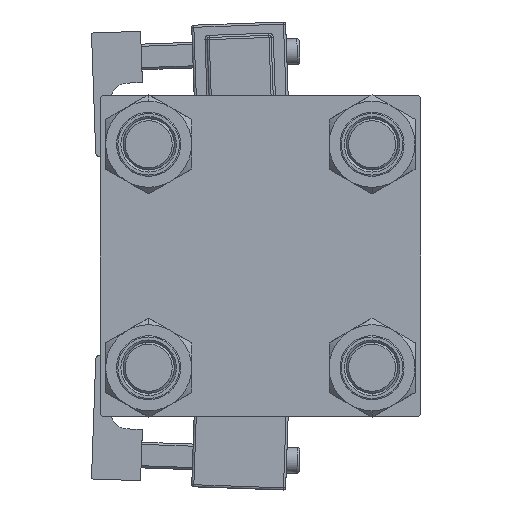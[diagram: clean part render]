
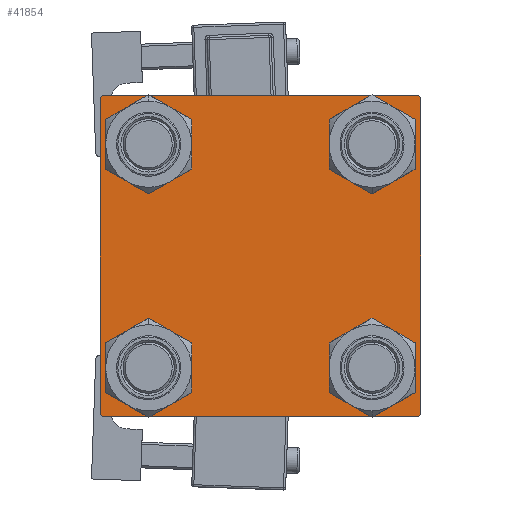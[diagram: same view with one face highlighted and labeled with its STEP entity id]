
A CAD part, left-side view. The second image highlights one B-rep face of the part: STEP entity #41854.
In plain terms, the highlighted planar face has unit normal (-1, 0, 0).
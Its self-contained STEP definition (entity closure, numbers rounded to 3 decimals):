
#141 = EDGE_CURVE ( 'NONE', #39773, #30728, #2271, .T. ) ;
#329 = EDGE_CURVE ( 'NONE', #47371, #52016, #29719, .T. ) ;
#399 = CARTESIAN_POINT ( 'NONE',  ( 0., 37.5, 37.5 ) ) ;
#618 = CARTESIAN_POINT ( 'NONE',  ( 0., 26.15, 26.15 ) ) ;
#918 = CARTESIAN_POINT ( 'NONE',  ( 0., 37.5, 37.5 ) ) ;
#1015 = CARTESIAN_POINT ( 'NONE',  ( 0., -26.15, 19.65 ) ) ;
#1225 = VECTOR ( 'NONE', #42602, 1000. ) ;
#1395 = DIRECTION ( 'NONE',  ( 1., 0., 0. ) ) ;
#1905 = AXIS2_PLACEMENT_3D ( 'NONE', #13615, #1395, #14140 ) ;
#2271 = LINE ( 'NONE', #37913, #41611 ) ;
#2323 = VERTEX_POINT ( 'NONE', #27540 ) ;
#2363 = ORIENTED_EDGE ( 'NONE', *, *, #40958, .T. ) ;
#2621 = ORIENTED_EDGE ( 'NONE', *, *, #51608, .T. ) ;
#3227 = ORIENTED_EDGE ( 'NONE', *, *, #5835, .T. ) ;
#3658 = CARTESIAN_POINT ( 'NONE',  ( 0., -37.25, 37.25 ) ) ;
#3775 = EDGE_CURVE ( 'NONE', #26634, #11930, #30674, .T. ) ;
#4116 = DIRECTION ( 'NONE',  ( 1., 0., 0. ) ) ;
#4452 = CIRCLE ( 'NONE', #34170, 6.5 ) ;
#5172 = CIRCLE ( 'NONE', #39154, 6.5 ) ;
#5441 = DIRECTION ( 'NONE',  ( 0., 0., 1. ) ) ;
#5469 = CIRCLE ( 'NONE', #46202, 6.5 ) ;
#5489 = DIRECTION ( 'NONE',  ( 0., 0., 1. ) ) ;
#5835 = EDGE_CURVE ( 'NONE', #11930, #26634, #24851, .T. ) ;
#6165 = VERTEX_POINT ( 'NONE', #18982 ) ;
#6180 = PLANE ( 'NONE',  #48607 ) ;
#6282 = CARTESIAN_POINT ( 'NONE',  ( 0., -26.15, 32.65 ) ) ;
#6599 = DIRECTION ( 'NONE',  ( 0., 0., 1. ) ) ;
#7222 = DIRECTION ( 'NONE',  ( -1., 0., 0. ) ) ;
#7327 = CARTESIAN_POINT ( 'NONE',  ( 0., 37.5, -37. ) ) ;
#8188 = EDGE_CURVE ( 'NONE', #15616, #30728, #48811, .T. ) ;
#8511 = DIRECTION ( 'NONE',  ( 1., 0., 0. ) ) ;
#8593 = AXIS2_PLACEMENT_3D ( 'NONE', #41871, #8651, #5441 ) ;
#8629 = LINE ( 'NONE', #399, #50045 ) ;
#8651 = DIRECTION ( 'NONE',  ( 1., 0., 0. ) ) ;
#9323 = EDGE_LOOP ( 'NONE', ( #2621, #32690 ) ) ;
#10323 = DIRECTION ( 'NONE',  ( 1., 0., 0. ) ) ;
#10693 = EDGE_CURVE ( 'NONE', #16123, #6165, #5469, .T. ) ;
#11036 = ORIENTED_EDGE ( 'NONE', *, *, #14306, .T. ) ;
#11205 = FACE_BOUND ( 'NONE', #18632, .T. ) ;
#11568 = VERTEX_POINT ( 'NONE', #23618 ) ;
#11930 = VERTEX_POINT ( 'NONE', #6282 ) ;
#12615 = LINE ( 'NONE', #918, #29754 ) ;
#13287 = DIRECTION ( 'NONE',  ( 0., -0.707, -0.707 ) ) ;
#13554 = VECTOR ( 'NONE', #13287, 1000. ) ;
#13615 = CARTESIAN_POINT ( 'NONE',  ( 0., -26.15, 26.15 ) ) ;
#14140 = DIRECTION ( 'NONE',  ( 0., 0., 1. ) ) ;
#14306 = EDGE_CURVE ( 'NONE', #32033, #39773, #30631, .T. ) ;
#14920 = ORIENTED_EDGE ( 'NONE', *, *, #32025, .F. ) ;
#15616 = VERTEX_POINT ( 'NONE', #27500 ) ;
#16123 = VERTEX_POINT ( 'NONE', #19746 ) ;
#16259 = ORIENTED_EDGE ( 'NONE', *, *, #47829, .T. ) ;
#16828 = DIRECTION ( 'NONE',  ( 0., 0., 1. ) ) ;
#16856 = DIRECTION ( 'NONE',  ( 0., 0., 1. ) ) ;
#17107 = ORIENTED_EDGE ( 'NONE', *, *, #35299, .T. ) ;
#17176 = CARTESIAN_POINT ( 'NONE',  ( 0., -37.5, 37.5 ) ) ;
#17296 = CARTESIAN_POINT ( 'NONE',  ( 0., 37.5, 37. ) ) ;
#18632 = EDGE_LOOP ( 'NONE', ( #47542, #30065 ) ) ;
#18802 = AXIS2_PLACEMENT_3D ( 'NONE', #46662, #42956, #5489 ) ;
#18982 = CARTESIAN_POINT ( 'NONE',  ( 0., 26.15, -32.65 ) ) ;
#19237 = CARTESIAN_POINT ( 'NONE',  ( 0., 26.15, 19.65 ) ) ;
#19499 = ORIENTED_EDGE ( 'NONE', *, *, #50752, .T. ) ;
#19546 = ORIENTED_EDGE ( 'NONE', *, *, #329, .T. ) ;
#19746 = CARTESIAN_POINT ( 'NONE',  ( 0., 26.15, -19.65 ) ) ;
#19886 = DIRECTION ( 'NONE',  ( 0., 0.707, 0.707 ) ) ;
#20015 = VERTEX_POINT ( 'NONE', #17296 ) ;
#21126 = CARTESIAN_POINT ( 'NONE',  ( 0., -37., 37.5 ) ) ;
#21462 = EDGE_CURVE ( 'NONE', #2323, #47357, #26769, .T. ) ;
#22346 = EDGE_CURVE ( 'NONE', #15616, #44578, #27310, .T. ) ;
#22394 = CARTESIAN_POINT ( 'NONE',  ( 0., 37.5, -37.5 ) ) ;
#23450 = DIRECTION ( 'NONE',  ( 0., 0., 1. ) ) ;
#23618 = CARTESIAN_POINT ( 'NONE',  ( 0., 37., 37.5 ) ) ;
#24227 = DIRECTION ( 'NONE',  ( 0., 0., 1. ) ) ;
#24389 = DIRECTION ( 'NONE',  ( 0., 0., -1. ) ) ;
#24851 = CIRCLE ( 'NONE', #1905, 6.5 ) ;
#24858 = DIRECTION ( 'NONE',  ( 0., -1., 0. ) ) ;
#25749 = ORIENTED_EDGE ( 'NONE', *, *, #22346, .T. ) ;
#26431 = CARTESIAN_POINT ( 'NONE',  ( 0., -26.15, -19.65 ) ) ;
#26634 = VERTEX_POINT ( 'NONE', #1015 ) ;
#26769 = CIRCLE ( 'NONE', #36130, 6.5 ) ;
#27310 = LINE ( 'NONE', #3658, #52272 ) ;
#27500 = CARTESIAN_POINT ( 'NONE',  ( 0., -37.5, 37. ) ) ;
#27540 = CARTESIAN_POINT ( 'NONE',  ( 0., -26.15, -32.65 ) ) ;
#29351 = DIRECTION ( 'NONE',  ( 0., 0., -1. ) ) ;
#29498 = ORIENTED_EDGE ( 'NONE', *, *, #8188, .F. ) ;
#29719 = CIRCLE ( 'NONE', #33114, 6.5 ) ;
#29754 = VECTOR ( 'NONE', #29351, 1000. ) ;
#30065 = ORIENTED_EDGE ( 'NONE', *, *, #51315, .T. ) ;
#30619 = CARTESIAN_POINT ( 'NONE',  ( 0., 26.15, 32.65 ) ) ;
#30631 = LINE ( 'NONE', #22394, #1225 ) ;
#30674 = CIRCLE ( 'NONE', #18802, 6.5 ) ;
#30728 = VERTEX_POINT ( 'NONE', #41839 ) ;
#31557 = EDGE_LOOP ( 'NONE', ( #3227, #45216 ) ) ;
#32025 = EDGE_CURVE ( 'NONE', #11568, #44578, #8629, .T. ) ;
#32033 = VERTEX_POINT ( 'NONE', #40288 ) ;
#32308 = CARTESIAN_POINT ( 'NONE',  ( 0., 26.15, 26.15 ) ) ;
#32690 = ORIENTED_EDGE ( 'NONE', *, *, #21462, .T. ) ;
#33114 = AXIS2_PLACEMENT_3D ( 'NONE', #32308, #4116, #16856 ) ;
#33231 = CIRCLE ( 'NONE', #8593, 6.5 ) ;
#33505 = CARTESIAN_POINT ( 'NONE',  ( 0., 37.25, -37.25 ) ) ;
#33843 = VERTEX_POINT ( 'NONE', #7327 ) ;
#34170 = AXIS2_PLACEMENT_3D ( 'NONE', #618, #49765, #16828 ) ;
#35299 = EDGE_CURVE ( 'NONE', #11568, #20015, #50721, .T. ) ;
#35899 = ORIENTED_EDGE ( 'NONE', *, *, #141, .T. ) ;
#36130 = AXIS2_PLACEMENT_3D ( 'NONE', #52233, #36307, #52492 ) ;
#36307 = DIRECTION ( 'NONE',  ( 1., 0., 0. ) ) ;
#37495 = LINE ( 'NONE', #33505, #13554 ) ;
#37913 = CARTESIAN_POINT ( 'NONE',  ( 0., -37.25, -37.25 ) ) ;
#38206 = CARTESIAN_POINT ( 'NONE',  ( 0., 26.15, -26.15 ) ) ;
#38965 = DIRECTION ( 'NONE',  ( 0., -0.707, 0.707 ) ) ;
#39154 = AXIS2_PLACEMENT_3D ( 'NONE', #38206, #8511, #24227 ) ;
#39773 = VERTEX_POINT ( 'NONE', #40343 ) ;
#40246 = EDGE_LOOP ( 'NONE', ( #2363, #19546 ) ) ;
#40288 = CARTESIAN_POINT ( 'NONE',  ( 0., 37., -37.5 ) ) ;
#40343 = CARTESIAN_POINT ( 'NONE',  ( 0., -37., -37.5 ) ) ;
#40783 = VECTOR ( 'NONE', #46726, 1000. ) ;
#40958 = EDGE_CURVE ( 'NONE', #52016, #47371, #4452, .T. ) ;
#41611 = VECTOR ( 'NONE', #38965, 1000. ) ;
#41839 = CARTESIAN_POINT ( 'NONE',  ( 0., -37.5, -37. ) ) ;
#41854 = ADVANCED_FACE ( 'NONE', ( #47612, #43116, #11205, #42609, #43639 ), #6180, .T. ) ;
#41871 = CARTESIAN_POINT ( 'NONE',  ( 0., -26.15, -26.15 ) ) ;
#41985 = CARTESIAN_POINT ( 'NONE',  ( 0., 26.15, -26.15 ) ) ;
#42602 = DIRECTION ( 'NONE',  ( 0., -1., 0. ) ) ;
#42609 = FACE_BOUND ( 'NONE', #40246, .T. ) ;
#42956 = DIRECTION ( 'NONE',  ( 1., 0., 0. ) ) ;
#43116 = FACE_BOUND ( 'NONE', #9323, .T. ) ;
#43639 = FACE_OUTER_BOUND ( 'NONE', #50257, .T. ) ;
#44578 = VERTEX_POINT ( 'NONE', #21126 ) ;
#45216 = ORIENTED_EDGE ( 'NONE', *, *, #3775, .T. ) ;
#46131 = VECTOR ( 'NONE', #24389, 1000. ) ;
#46202 = AXIS2_PLACEMENT_3D ( 'NONE', #41985, #10323, #6599 ) ;
#46463 = CARTESIAN_POINT ( 'NONE',  ( 0., 37.25, 37.25 ) ) ;
#46662 = CARTESIAN_POINT ( 'NONE',  ( 0., -26.15, 26.15 ) ) ;
#46726 = DIRECTION ( 'NONE',  ( 0., 0.707, -0.707 ) ) ;
#47357 = VERTEX_POINT ( 'NONE', #26431 ) ;
#47371 = VERTEX_POINT ( 'NONE', #19237 ) ;
#47542 = ORIENTED_EDGE ( 'NONE', *, *, #10693, .T. ) ;
#47612 = FACE_BOUND ( 'NONE', #31557, .T. ) ;
#47829 = EDGE_CURVE ( 'NONE', #33843, #32033, #37495, .T. ) ;
#48607 = AXIS2_PLACEMENT_3D ( 'NONE', #51604, #7222, #23450 ) ;
#48811 = LINE ( 'NONE', #17176, #46131 ) ;
#49765 = DIRECTION ( 'NONE',  ( 1., 0., 0. ) ) ;
#50045 = VECTOR ( 'NONE', #24858, 1000. ) ;
#50257 = EDGE_LOOP ( 'NONE', ( #19499, #16259, #11036, #35899, #29498, #25749, #14920, #17107 ) ) ;
#50721 = LINE ( 'NONE', #46463, #40783 ) ;
#50752 = EDGE_CURVE ( 'NONE', #20015, #33843, #12615, .T. ) ;
#51315 = EDGE_CURVE ( 'NONE', #6165, #16123, #5172, .T. ) ;
#51604 = CARTESIAN_POINT ( 'NONE',  ( 0., 0., 0. ) ) ;
#51608 = EDGE_CURVE ( 'NONE', #47357, #2323, #33231, .T. ) ;
#52016 = VERTEX_POINT ( 'NONE', #30619 ) ;
#52233 = CARTESIAN_POINT ( 'NONE',  ( 0., -26.15, -26.15 ) ) ;
#52272 = VECTOR ( 'NONE', #19886, 1000. ) ;
#52492 = DIRECTION ( 'NONE',  ( 0., 0., 1. ) ) ;
